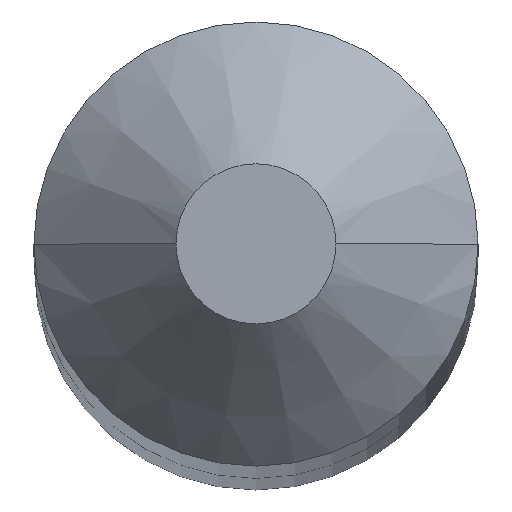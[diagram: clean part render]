
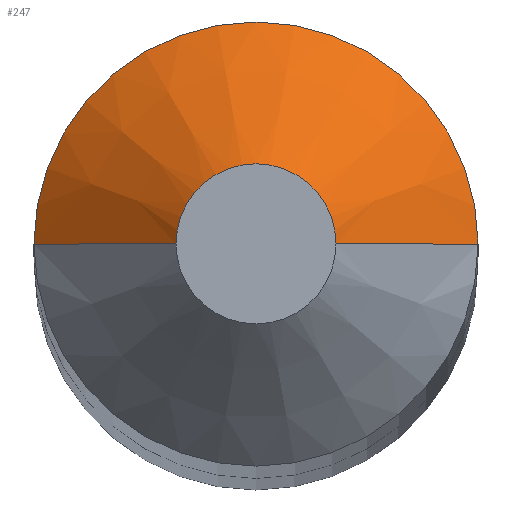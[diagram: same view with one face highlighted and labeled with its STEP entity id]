
A CAD part, top view. The second image highlights one B-rep face of the part: STEP entity #247.
In plain terms, the highlighted conical face has half-angle 45 degrees and reference radius 0.215 mm.
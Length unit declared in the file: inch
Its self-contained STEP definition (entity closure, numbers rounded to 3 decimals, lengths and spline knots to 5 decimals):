
#24 = CARTESIAN_POINT ( 'NONE',  ( 0.02345, 0., 1.485 ) ) ;
#30 = CARTESIAN_POINT ( 'NONE',  ( -0.00845, 0., 1.5 ) ) ;
#33 = DIRECTION ( 'NONE',  ( 0., 0., -1. ) ) ;
#41 = EDGE_LOOP ( 'NONE', ( #274, #149, #73, #104 ) ) ;
#46 = AXIS2_PLACEMENT_3D ( 'NONE', #254, #33, #105 ) ;
#51 = DIRECTION ( 'NONE',  ( 0.707, 0., -0.707 ) ) ;
#54 = CIRCLE ( 'NONE', #112, 0.00845 ) ;
#55 = LINE ( 'NONE', #127, #210 ) ;
#61 = CARTESIAN_POINT ( 'NONE',  ( -0.00845, 0., 1.5 ) ) ;
#73 = ORIENTED_EDGE ( 'NONE', *, *, #117, .F. ) ;
#74 = DIRECTION ( 'NONE',  ( 0., 0., -1. ) ) ;
#78 = CARTESIAN_POINT ( 'NONE',  ( 0., 0., 1.5 ) ) ;
#96 = CARTESIAN_POINT ( 'NONE',  ( 0., 0., 1.485 ) ) ;
#98 = DIRECTION ( 'NONE',  ( -0.707, 0., -0.707 ) ) ;
#104 = ORIENTED_EDGE ( 'NONE', *, *, #166, .F. ) ;
#105 = DIRECTION ( 'NONE',  ( -1., 0., 0. ) ) ;
#112 = AXIS2_PLACEMENT_3D ( 'NONE', #78, #176, #282 ) ;
#117 = EDGE_CURVE ( 'NONE', #205, #178, #318, .T. ) ;
#127 = CARTESIAN_POINT ( 'NONE',  ( 0.00845, 0., 1.5 ) ) ;
#149 = ORIENTED_EDGE ( 'NONE', *, *, #192, .T. ) ;
#150 = CARTESIAN_POINT ( 'NONE',  ( -0.02345, 0., 1.485 ) ) ;
#151 = FACE_OUTER_BOUND ( 'NONE', #41, .T. ) ;
#165 = VECTOR ( 'NONE', #98, 39.37008 ) ;
#166 = EDGE_CURVE ( 'NONE', #276, #205, #277, .T. ) ;
#173 = DIRECTION ( 'NONE',  ( 1., 0., 0. ) ) ;
#176 = DIRECTION ( 'NONE',  ( 0., 0., 1. ) ) ;
#178 = VERTEX_POINT ( 'NONE', #24 ) ;
#192 = EDGE_CURVE ( 'NONE', #278, #178, #55, .T. ) ;
#205 = VERTEX_POINT ( 'NONE', #150 ) ;
#206 = CARTESIAN_POINT ( 'NONE',  ( 0.00845, 0., 1.5 ) ) ;
#210 = VECTOR ( 'NONE', #51, 39.37008 ) ;
#236 = AXIS2_PLACEMENT_3D ( 'NONE', #96, #74, #173 ) ;
#244 = EDGE_CURVE ( 'NONE', #278, #276, #54, .T. ) ;
#247 = ADVANCED_FACE ( 'NONE', ( #151 ), #269, .T. ) ;
#254 = CARTESIAN_POINT ( 'NONE',  ( 0., 0., 1.5 ) ) ;
#269 = CONICAL_SURFACE ( 'NONE', #46, 0.00845, 0.785 ) ;
#274 = ORIENTED_EDGE ( 'NONE', *, *, #244, .F. ) ;
#276 = VERTEX_POINT ( 'NONE', #61 ) ;
#277 = LINE ( 'NONE', #30, #165 ) ;
#278 = VERTEX_POINT ( 'NONE', #206 ) ;
#282 = DIRECTION ( 'NONE',  ( 1., 0., 0. ) ) ;
#318 = CIRCLE ( 'NONE', #236, 0.02345 ) ;
